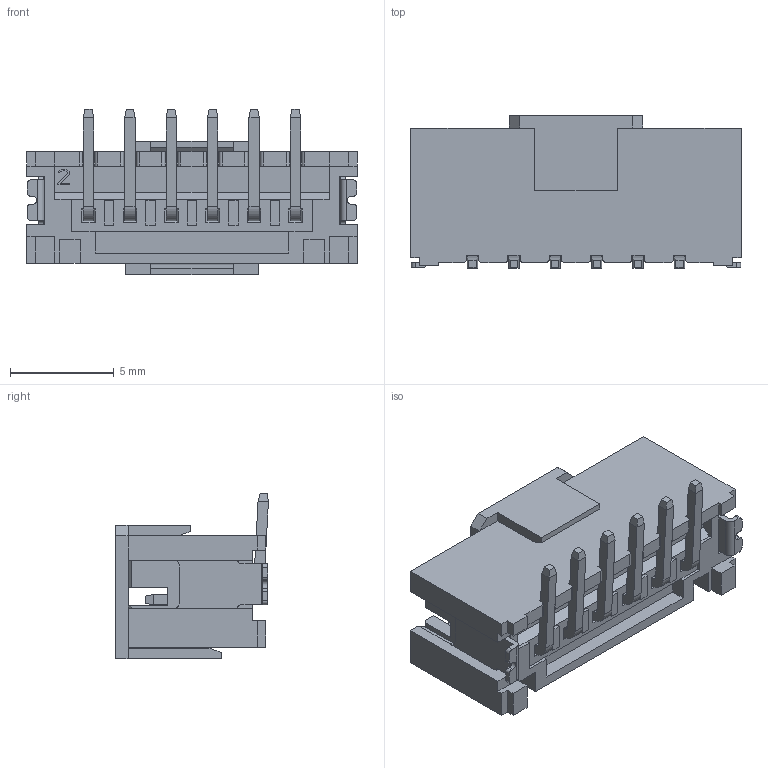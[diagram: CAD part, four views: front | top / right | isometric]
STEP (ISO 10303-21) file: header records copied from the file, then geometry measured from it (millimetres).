
FILE_DESCRIPTION((''),'2;1');
FILE_NAME('200-WTB-F-ST-SMT-CONN-6P','2021-08-02T',('Administrator'),(''),'CREO PARAMETRIC BY PTC INC, 2014500','CREO PARAMETRIC BY PTC INC, 2014500','');
FILE_SCHEMA(('CONFIG_CONTROL_DESIGN'));
Length unit declared in the file: millimetre
Products named in the file (1): 200-WTB-F-ST-SMT-CONN-6P
Bounding box: 15.95 x 7.38 x 8 mm (x, y, z)
Volume: 284.3 mm3; surface area: 992 mm2
Topology: 1 solids, 1 shells, 568 faces, 1560 edges, 1002 vertices
Faces by surface type: plane 487, cylinder 81
Entity records: 17716 total; most frequent: CARTESIAN_POINT 3130, ORIENTED_EDGE 3120, DIRECTION 2862, EDGE_CURVE 1560, VECTOR 1394, LINE 1394, VERTEX_POINT 1002, AXIS2_PLACEMENT_3D 734
